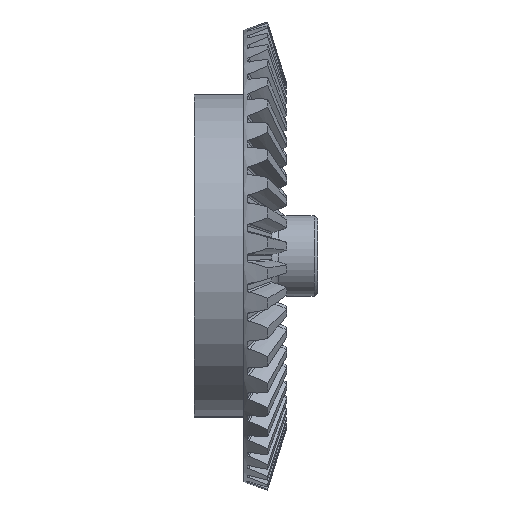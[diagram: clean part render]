
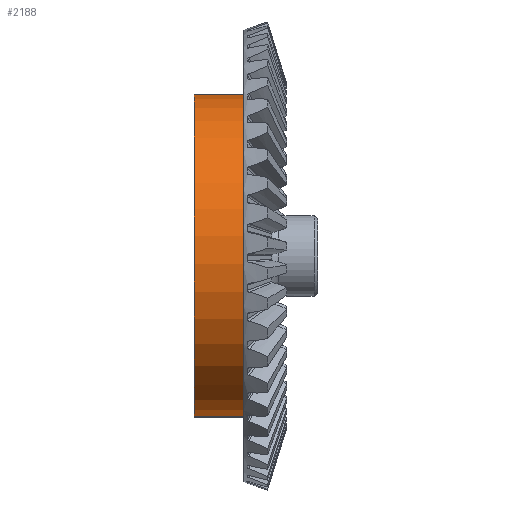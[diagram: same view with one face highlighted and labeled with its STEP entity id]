
A CAD part, left-side view. The second image highlights one B-rep face of the part: STEP entity #2188.
In plain terms, the highlighted cylindrical face has radius 50 mm (diameter 100 mm), a partial arc.
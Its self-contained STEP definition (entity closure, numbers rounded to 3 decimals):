
#92 = EDGE_CURVE ( 'NONE', #4182, #11623, #12343, .T. ) ;
#531 = ORIENTED_EDGE ( 'NONE', *, *, #3104, .F. ) ;
#1630 = CARTESIAN_POINT ( 'NONE',  ( 0., 15.318, 0. ) ) ;
#1878 = CARTESIAN_POINT ( 'NONE',  ( 6.085, 0., 49.628 ) ) ;
#1957 = CARTESIAN_POINT ( 'NONE',  ( -6.085, 10.318, -49.628 ) ) ;
#2188 = ADVANCED_FACE ( 'NONE', ( #15253 ), #8823, .T. ) ;
#3080 = VERTEX_POINT ( 'NONE', #1878 ) ;
#3104 = EDGE_CURVE ( 'NONE', #4182, #18094, #3707, .T. ) ;
#3635 = DIRECTION ( 'NONE',  ( 0., -1., 0. ) ) ;
#3707 = CIRCLE ( 'NONE', #4612, 50. ) ;
#4047 = EDGE_CURVE ( 'NONE', #18094, #3080, #7865, .T. ) ;
#4156 = DIRECTION ( 'NONE',  ( 0., 1., 0. ) ) ;
#4182 = VERTEX_POINT ( 'NONE', #13422 ) ;
#4206 = AXIS2_PLACEMENT_3D ( 'NONE', #10420, #14912, #11895 ) ;
#4612 = AXIS2_PLACEMENT_3D ( 'NONE', #1630, #11982, #18021 ) ;
#5410 = EDGE_CURVE ( 'NONE', #11623, #3080, #6212, .T. ) ;
#6212 = CIRCLE ( 'NONE', #16045, 50. ) ;
#7865 = LINE ( 'NONE', #17259, #12921 ) ;
#8280 = EDGE_LOOP ( 'NONE', ( #10813, #531, #13554, #13767 ) ) ;
#8549 = CARTESIAN_POINT ( 'NONE',  ( -6.085, 0., -49.628 ) ) ;
#8823 = CYLINDRICAL_SURFACE ( 'NONE', #4206, 50. ) ;
#10420 = CARTESIAN_POINT ( 'NONE',  ( 0., 10.318, 0. ) ) ;
#10813 = ORIENTED_EDGE ( 'NONE', *, *, #4047, .F. ) ;
#11623 = VERTEX_POINT ( 'NONE', #8549 ) ;
#11895 = DIRECTION ( 'NONE',  ( -0.122, 0., -0.993 ) ) ;
#11982 = DIRECTION ( 'NONE',  ( 0., 1., 0. ) ) ;
#12343 = LINE ( 'NONE', #1957, #15562 ) ;
#12921 = VECTOR ( 'NONE', #15617, 1000. ) ;
#13354 = CARTESIAN_POINT ( 'NONE',  ( 0., 0., 0. ) ) ;
#13422 = CARTESIAN_POINT ( 'NONE',  ( -6.085, 15.318, -49.628 ) ) ;
#13554 = ORIENTED_EDGE ( 'NONE', *, *, #92, .T. ) ;
#13767 = ORIENTED_EDGE ( 'NONE', *, *, #5410, .T. ) ;
#14477 = DIRECTION ( 'NONE',  ( 0., 0., -1. ) ) ;
#14912 = DIRECTION ( 'NONE',  ( 0., -1., 0. ) ) ;
#15253 = FACE_OUTER_BOUND ( 'NONE', #8280, .T. ) ;
#15562 = VECTOR ( 'NONE', #3635, 1000. ) ;
#15617 = DIRECTION ( 'NONE',  ( 0., -1., 0. ) ) ;
#16045 = AXIS2_PLACEMENT_3D ( 'NONE', #13354, #4156, #14477 ) ;
#16469 = CARTESIAN_POINT ( 'NONE',  ( 6.085, 15.318, 49.628 ) ) ;
#17259 = CARTESIAN_POINT ( 'NONE',  ( 6.085, 10.318, 49.628 ) ) ;
#18021 = DIRECTION ( 'NONE',  ( 0., 0., 1. ) ) ;
#18094 = VERTEX_POINT ( 'NONE', #16469 ) ;
